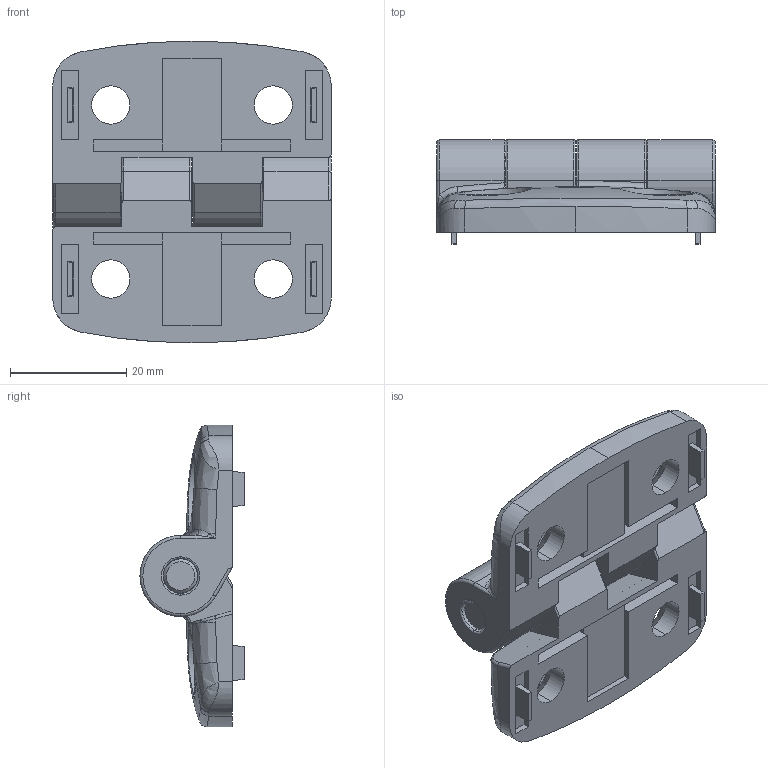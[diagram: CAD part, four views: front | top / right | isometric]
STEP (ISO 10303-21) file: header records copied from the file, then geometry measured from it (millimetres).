
FILE_DESCRIPTION (( 'STEP AP203' ), '1' );
FILE_NAME ('151078.step', '2021-06-03T16:15:19', ( '' ), ( '' ), 'SwSTEP 2.0', 'SolidWorks 2021', '' );
FILE_SCHEMA (( 'CONFIG_CONTROL_DESIGN' ));
Length unit declared in the file: millimetre
Products named in the file (1): 151078
Bounding box: 48 x 17.95 x 52 mm (x, y, z)
Volume: 17686.5 mm3; surface area: 10577.4 mm2
Topology: 3 solids, 3 shells, 313 faces, 835 edges, 528 vertices
Faces by surface type: plane 152, cylinder 79, bspline 46, torus 24, cone 12
Entity records: 12174 total; most frequent: CARTESIAN_POINT 4647, ORIENTED_EDGE 1658, DIRECTION 1423, EDGE_CURVE 829, VERTEX_POINT 528, AXIS2_PLACEMENT_3D 492, VECTOR 439, LINE 439
